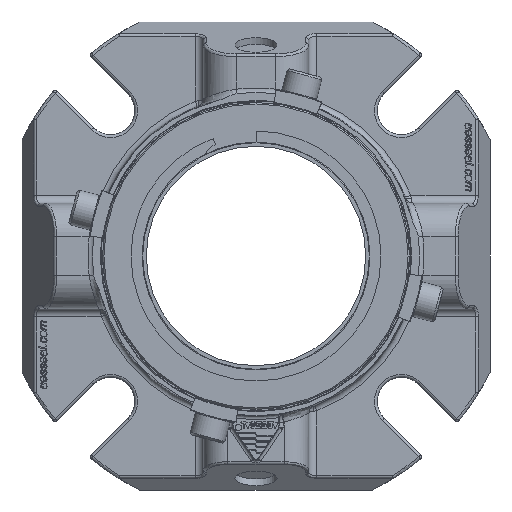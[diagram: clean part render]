
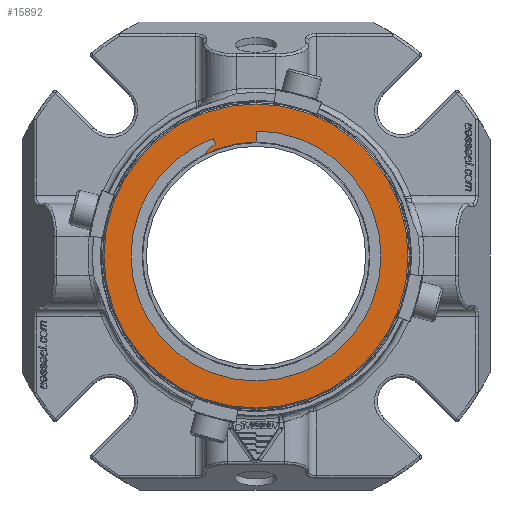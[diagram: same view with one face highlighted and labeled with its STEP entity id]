
A CAD part, left-side view. The second image highlights one B-rep face of the part: STEP entity #15892.
In plain terms, the highlighted planar face has unit normal (-1, 0, 0).
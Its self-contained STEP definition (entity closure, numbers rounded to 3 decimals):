
#929=LINE('',#22873,#1985);
#932=LINE('',#22881,#1988);
#1985=VECTOR('',#18577,1000.);
#1988=VECTOR('',#18586,1000.);
#3179=PLANE('',#16932);
#3504=ORIENTED_EDGE('',*,*,#8454,.F.);
#3505=ORIENTED_EDGE('',*,*,#8452,.F.);
#3506=ORIENTED_EDGE('',*,*,#8450,.T.);
#3507=ORIENTED_EDGE('',*,*,#8448,.T.);
#3508=ORIENTED_EDGE('',*,*,#8447,.F.);
#3509=ORIENTED_EDGE('',*,*,#8462,.T.);
#8447=EDGE_CURVE('',#10935,#10934,#12516,.T.);
#8448=EDGE_CURVE('',#10936,#10934,#12517,.T.);
#8450=EDGE_CURVE('',#10937,#10936,#929,.T.);
#8452=EDGE_CURVE('',#10937,#10938,#12518,.T.);
#8454=EDGE_CURVE('',#10938,#10935,#932,.T.);
#8462=EDGE_CURVE('',#10946,#10946,#12526,.T.);
#10934=VERTEX_POINT('',#22864);
#10935=VERTEX_POINT('',#22866);
#10936=VERTEX_POINT('',#22870);
#10937=VERTEX_POINT('',#22874);
#10938=VERTEX_POINT('',#22878);
#10946=VERTEX_POINT('',#22905);
#12516=CIRCLE('',#16911,40.475);
#12517=CIRCLE('',#16913,6.35);
#12518=CIRCLE('',#16916,45.25);
#12526=CIRCLE('',#16933,55.055);
#13332=EDGE_LOOP('',(#3504,#3505,#3506,#3507,#3508));
#13333=EDGE_LOOP('',(#3509));
#14454=FACE_BOUND('',#13332,.T.);
#14455=FACE_BOUND('',#13333,.T.);
#15892=ADVANCED_FACE('',(#14454,#14455),#3179,.T.);
#16911=AXIS2_PLACEMENT_3D('',#22867,#18568,#18569);
#16913=AXIS2_PLACEMENT_3D('',#22869,#18572,#18573);
#16916=AXIS2_PLACEMENT_3D('',#22877,#18581,#18582);
#16932=AXIS2_PLACEMENT_3D('',#22903,#18615,#18616);
#16933=AXIS2_PLACEMENT_3D('',#22904,#18617,#18618);
#18568=DIRECTION('',(-1.,0.,0.));
#18569=DIRECTION('',(0.,0.,1.));
#18572=DIRECTION('',(-1.,0.,0.));
#18573=DIRECTION('',(0.,0.,1.));
#18577=DIRECTION('',(0.,-0.342,-0.94));
#18581=DIRECTION('',(-1.,0.,0.));
#18582=DIRECTION('',(0.,0.,1.));
#18586=DIRECTION('',(0.,0.,-1.));
#18615=DIRECTION('',(-1.,0.,0.));
#18616=DIRECTION('',(0.,0.,1.));
#18617=DIRECTION('',(-1.,0.,0.));
#18618=DIRECTION('',(0.,0.,1.));
#22864=CARTESIAN_POINT('',(-103.505,18.627,35.934));
#22866=CARTESIAN_POINT('',(-103.505,0.,40.475));
#22867=CARTESIAN_POINT('',(-103.505,0.,0.));
#22869=CARTESIAN_POINT('',(-103.505,12.488,34.311));
#22870=CARTESIAN_POINT('',(-103.505,14.66,40.278));
#22873=CARTESIAN_POINT('',(-103.505,0.,0.));
#22874=CARTESIAN_POINT('',(-103.505,15.476,42.521));
#22877=CARTESIAN_POINT('',(-103.505,0.,0.));
#22878=CARTESIAN_POINT('',(-103.505,0.,45.25));
#22881=CARTESIAN_POINT('',(-103.505,0.,0.));
#22903=CARTESIAN_POINT('',(-103.505,0.,-55.563));
#22904=CARTESIAN_POINT('',(-103.505,0.,0.));
#22905=CARTESIAN_POINT('',(-103.505,0.,55.055));
